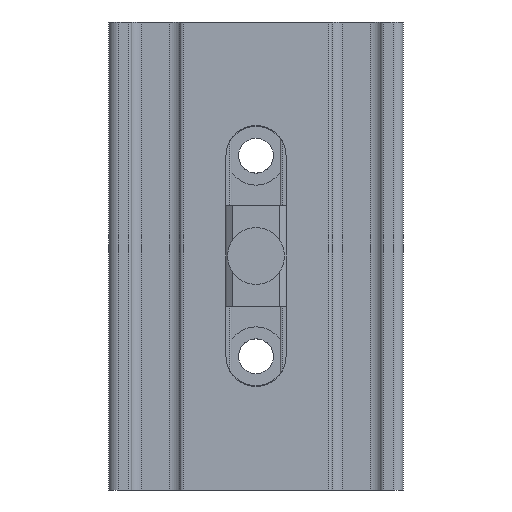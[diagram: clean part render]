
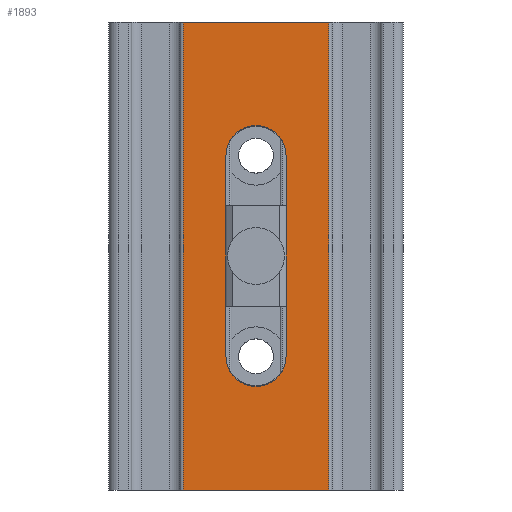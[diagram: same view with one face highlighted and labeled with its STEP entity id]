
A CAD part, front view. The second image highlights one B-rep face of the part: STEP entity #1893.
In plain terms, the highlighted planar face has unit normal (0, -1, 0).
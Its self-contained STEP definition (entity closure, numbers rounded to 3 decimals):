
#127=CARTESIAN_POINT('',(0.,0.,-40.));
#128=DIRECTION('',(0.,-1.,0.));
#129=DIRECTION('',(-1.,0.,0.));
#130=AXIS2_PLACEMENT_3D('',#127,#128,#129);
#135=DIRECTION('',(0.,0.,1.));
#136=VECTOR('',#135,30.);
#137=CARTESIAN_POINT('',(4.5,0.,-40.));
#138=LINE('',#137,#136);
#142=CARTESIAN_POINT('',(0.,0.,-10.));
#143=DIRECTION('',(0.,-1.,0.));
#144=DIRECTION('',(1.,0.,0.));
#145=AXIS2_PLACEMENT_3D('',#142,#143,#144);
#150=DIRECTION('',(0.,0.,-1.));
#151=VECTOR('',#150,30.);
#152=CARTESIAN_POINT('',(-4.5,0.,-10.));
#153=LINE('',#152,#151);
#157=DIRECTION('',(0.,0.,1.));
#158=VECTOR('',#157,70.);
#159=CARTESIAN_POINT('',(-10.9,0.,-60.));
#160=LINE('',#159,#158);
#544=DIRECTION('',(1.,0.,0.));
#545=VECTOR('',#544,21.8);
#546=CARTESIAN_POINT('',(-10.9,0.,10.));
#547=LINE('',#546,#545);
#864=DIRECTION('',(1.,0.,0.));
#865=VECTOR('',#864,21.8);
#866=CARTESIAN_POINT('',(-10.9,0.,-60.));
#867=LINE('',#866,#865);
#1141=DIRECTION('',(0.,0.,1.));
#1142=VECTOR('',#1141,70.);
#1143=CARTESIAN_POINT('',(10.9,0.,-60.));
#1144=LINE('',#1143,#1142);
#1430=CARTESIAN_POINT('',(-4.5,0.,-40.));
#1431=CARTESIAN_POINT('',(4.5,0.,-40.));
#1432=VERTEX_POINT('',#1430);
#1433=VERTEX_POINT('',#1431);
#1434=CARTESIAN_POINT('',(4.5,0.,-10.));
#1435=VERTEX_POINT('',#1434);
#1436=CARTESIAN_POINT('',(-4.5,0.,-10.));
#1437=VERTEX_POINT('',#1436);
#1487=CARTESIAN_POINT('',(-10.9,0.,10.));
#1488=VERTEX_POINT('',#1487);
#1489=CARTESIAN_POINT('',(10.9,0.,10.));
#1490=VERTEX_POINT('',#1489);
#1599=CARTESIAN_POINT('',(-10.9,0.,-60.));
#1600=VERTEX_POINT('',#1599);
#1601=CARTESIAN_POINT('',(10.9,0.,-60.));
#1602=VERTEX_POINT('',#1601);
#1869=CARTESIAN_POINT('',(-22.,0.,0.));
#1870=DIRECTION('',(0.,-1.,0.));
#1871=DIRECTION('',(1.,0.,0.));
#1872=AXIS2_PLACEMENT_3D('',#1869,#1870,#1871);
#1873=PLANE('',#1872);
#1875=ORIENTED_EDGE('',*,*,#1874,.F.);
#1877=ORIENTED_EDGE('',*,*,#1876,.F.);
#1878=ORIENTED_EDGE('',*,*,#1859,.T.);
#1880=ORIENTED_EDGE('',*,*,#1879,.T.);
#1881=EDGE_LOOP('',(#1875,#1877,#1878,#1880));
#1882=FACE_OUTER_BOUND('',#1881,.F.);
#1884=ORIENTED_EDGE('',*,*,#1883,.T.);
#1886=ORIENTED_EDGE('',*,*,#1885,.T.);
#1888=ORIENTED_EDGE('',*,*,#1887,.T.);
#1890=ORIENTED_EDGE('',*,*,#1889,.T.);
#1891=EDGE_LOOP('',(#1884,#1886,#1888,#1890));
#1892=FACE_BOUND('',#1891,.F.);
#1893=ADVANCED_FACE('',(#1882,#1892),#1873,.T.);
#131=CIRCLE('',#130,4.5);
#146=CIRCLE('',#145,4.5);
#1859=EDGE_CURVE('',#1600,#1488,#160,.T.);
#1874=EDGE_CURVE('',#1602,#1490,#1144,.T.);
#1876=EDGE_CURVE('',#1600,#1602,#867,.T.);
#1879=EDGE_CURVE('',#1488,#1490,#547,.T.);
#1883=EDGE_CURVE('',#1432,#1433,#131,.T.);
#1885=EDGE_CURVE('',#1433,#1435,#138,.T.);
#1887=EDGE_CURVE('',#1435,#1437,#146,.T.);
#1889=EDGE_CURVE('',#1437,#1432,#153,.T.);
